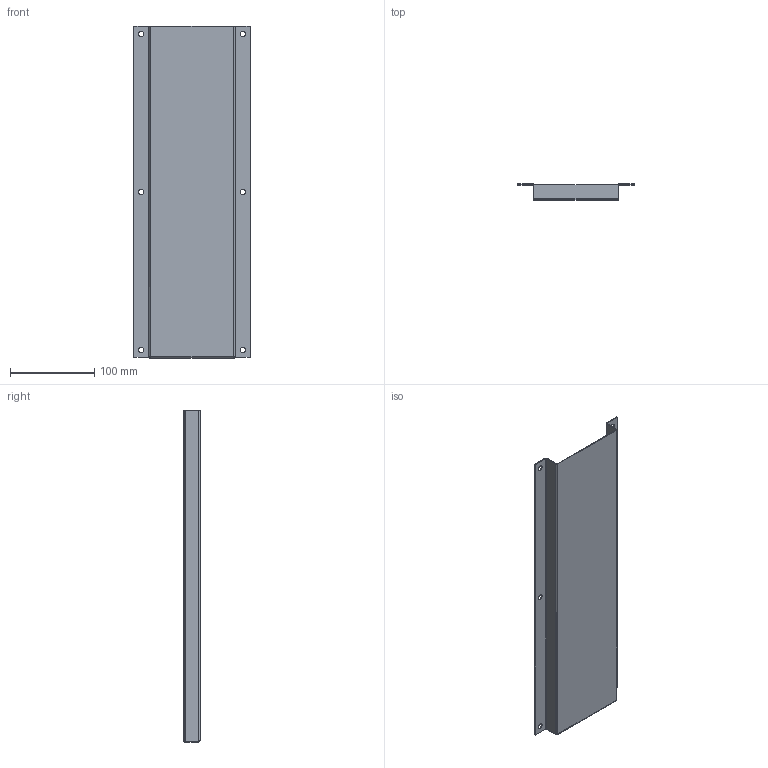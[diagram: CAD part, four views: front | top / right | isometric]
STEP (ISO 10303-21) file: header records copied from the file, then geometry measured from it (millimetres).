
FILE_DESCRIPTION( ( 'Unknown' ), '1' );
FILE_NAME( 'AFLK12.stp', 'Unknown', ( 'Unknown' ), ( 'Unknown' ), 'PSStep 16.0.42', 'Unknown', ' ' );
FILE_SCHEMA( ( 'AUTOMOTIVE_DESIGN { 1 0 10303 214 1 1 1 1 }' ) );
Length unit declared in the file: millimetre
Products named in the file (1): 1
Bounding box: 137.87 x 19.05 x 393.7 mm (x, y, z)
Volume: 63202.4 mm3; surface area: 139416.3 mm2
Topology: 1 solids, 1 shells, 40 faces, 104 edges, 66 vertices
Faces by surface type: plane 20, cylinder 16, bspline 4
Full cylindrical faces by diameter (mm): 6.35 x6
Entity records: 1608 total; most frequent: CARTESIAN_POINT 341, ORIENTED_EDGE 184, DIRECTION 182, EDGE_CURVE 92, AXIS2_PLACEMENT_3D 61, VERTEX_POINT 60, LINE 60, VECTOR 60
